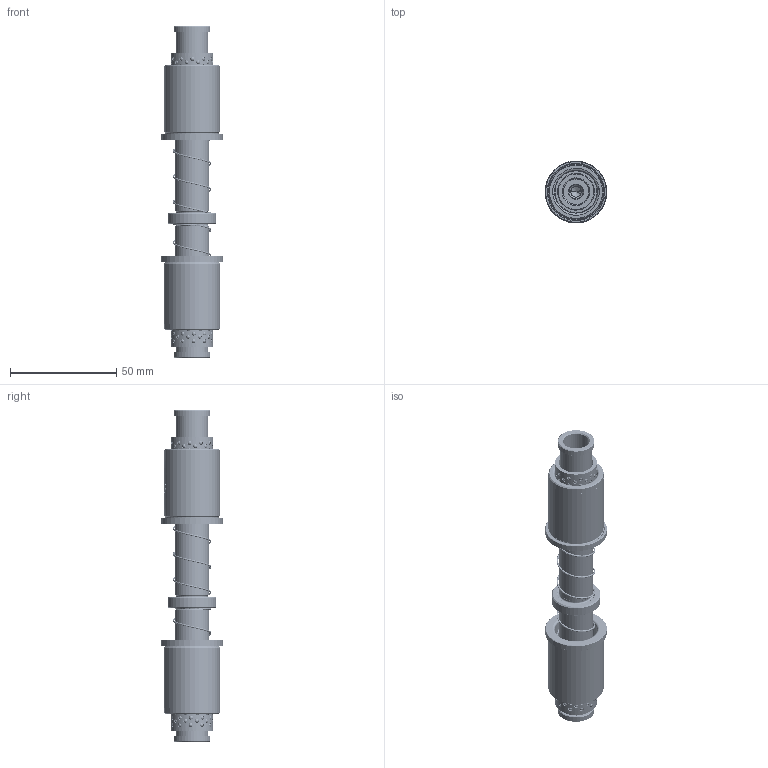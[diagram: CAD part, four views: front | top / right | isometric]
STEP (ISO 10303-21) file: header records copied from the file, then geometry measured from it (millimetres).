
FILE_DESCRIPTION (( 'STEP AP214' ), '1' );
FILE_NAME ('BJGPH BSGPH-D16-LA70-LB50-絳杶BL35.STEP', '2021-09-29T06:09:58', ( 'User' ), ( 'china' ), 'SwSTEP 2.0', 'SolidWorks 2016', '' );
FILE_SCHEMA (( 'AUTOMOTIVE_DESIGN' ));
Length unit declared in the file: millimetre
Products named in the file (10): BJGPH BSGPH-D16-LA70-LB50-絳杶BL35; GBBH--D26-d20-L35; GBBH-D26-d20-L35; HWP-B-D18.3-d16.5-L60; HWP-B-D18.3-d16.5-L40; GGTK-D17.3-d15 -15; BSH BJH-D19.7-16.3-L30; BALL-D2; GPWH-D16-70-50-10
Assembly tree (175 placements, depth 3):
  BJGPH BSGPH-D16-LA70-LB50-絳杶BL35
    GPWH-D16-70-50-10
    BSH BJH-D19.7-16.3-L30  x2
      BSH BJH-D19.7-16.3-L30
      BALL-D2
    GGTK-D17.3-d15 -15  x2
    HWP-B-D18.3-d16.5-L40
    HWP-B-D18.3-d16.5-L60
    GBBH-D26-d20-L35
    GBBH--D26-d20-L35
Bounding box: 28.96 x 28.96 x 156 mm (x, y, z)
Volume: 48883.4 mm3; surface area: 38394.2 mm2
Topology: 339 solids, 339 shells, 1529 faces, 6498 edges, 4303 vertices
Faces by surface type: sphere 1320, cylinder 68, cone 68, plane 42, torus 20, bspline 11
Entity records: 33091 total; most frequent: CARTESIAN_POINT 18733, ORIENTED_EDGE 2852, DIRECTION 2572, EDGE_CURVE 1426, AXIS2_PLACEMENT_3D 1213, VERTEX_POINT 930, EDGE_LOOP 848, B_SPLINE_CURVE_WITH_KNOTS 740
